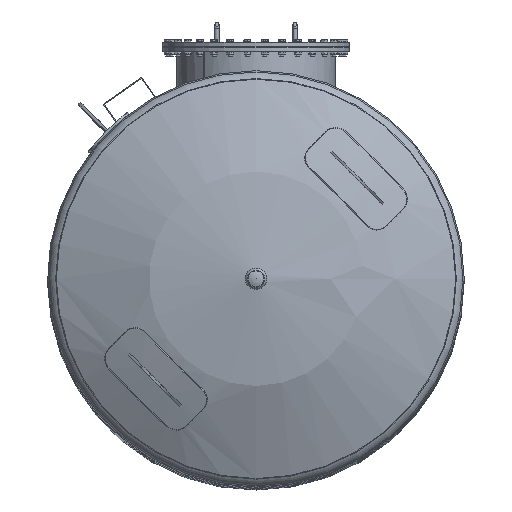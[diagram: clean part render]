
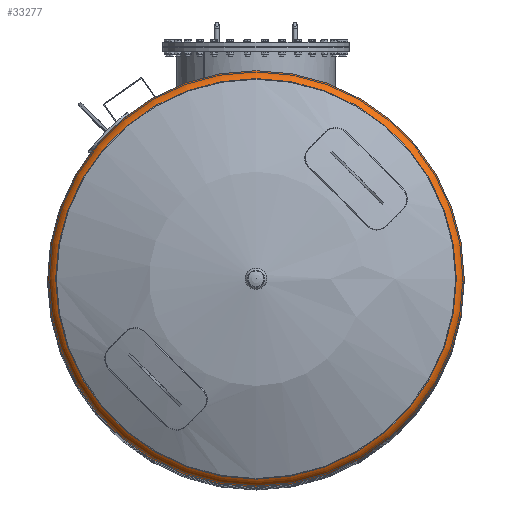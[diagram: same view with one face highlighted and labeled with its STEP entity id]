
A CAD part, top view. The second image highlights one B-rep face of the part: STEP entity #33277.
In plain terms, the highlighted toroidal (fillet/blend) face has major radius 741.667 mm and minor radius 58.333 mm.
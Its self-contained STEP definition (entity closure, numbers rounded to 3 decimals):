
#33246=CARTESIAN_POINT('',(769.639,0.0,6448.689));
#33247=VERTEX_POINT('',#33246);
#33248=CARTESIAN_POINT('',(0.,0.0,6448.689));
#33249=DIRECTION('',(0.0,0.0,-1.0));
#33250=DIRECTION('',(1.0,0.0,0.0));
#33251=AXIS2_PLACEMENT_3D('',#33248,#33249,#33250);
#33252=CIRCLE('',#33251,769.639);
#33253=EDGE_CURVE('',#33247,#33247,#33252,.T.);
#33258=CARTESIAN_POINT('',(0.0,0.0,6397.5));
#33259=DIRECTION('',(0.,0.0,-1.0));
#33260=DIRECTION('',(0.0,1.0,0.0));
#33261=AXIS2_PLACEMENT_3D('',#33258,#33259,#33260);
#33262=TOROIDAL_SURFACE('',#33261,741.667,58.333);
#33263=CARTESIAN_POINT('',(800.0,0.0,6397.5));
#33264=VERTEX_POINT('',#33263);
#33265=CARTESIAN_POINT('',(0.,0.0,6397.5));
#33266=DIRECTION('',(0.0,0.0,-1.0));
#33267=DIRECTION('',(1.0,0.0,0.0));
#33268=AXIS2_PLACEMENT_3D('',#33265,#33266,#33267);
#33269=CIRCLE('',#33268,800.0);
#33270=EDGE_CURVE('',#33264,#33264,#33269,.T.);
#33271=ORIENTED_EDGE('',*,*,#33270,.F.);
#33272=EDGE_LOOP('',(#33271));
#33273=FACE_OUTER_BOUND('',#33272,.T.);
#33274=ORIENTED_EDGE('',*,*,#33253,.T.);
#33275=EDGE_LOOP('',(#33274));
#33276=FACE_BOUND('',#33275,.T.);
#33277=ADVANCED_FACE('',(#33273,#33276),#33262,.T.);
